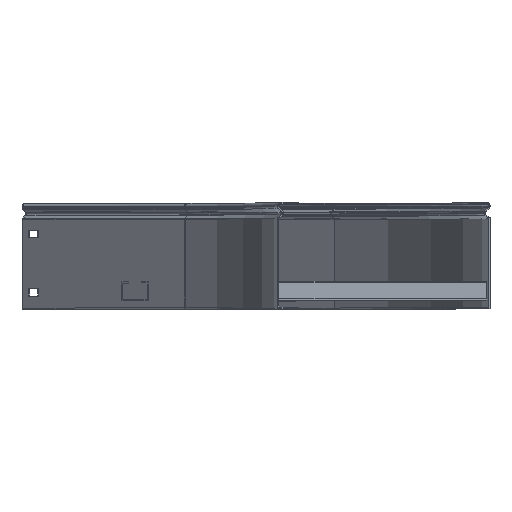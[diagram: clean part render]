
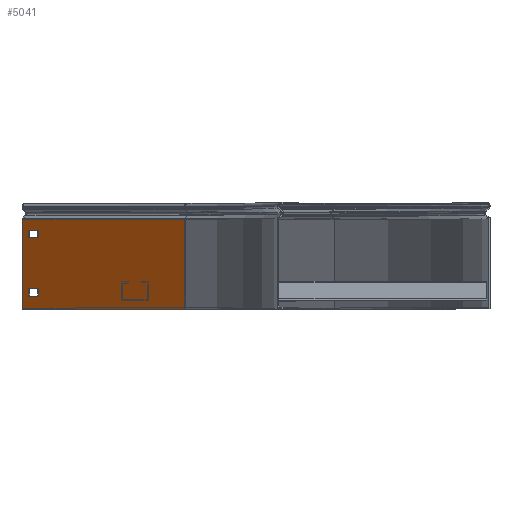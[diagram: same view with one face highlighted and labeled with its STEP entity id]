
A CAD part, top view. The second image highlights one B-rep face of the part: STEP entity #5041.
In plain terms, the highlighted planar face has unit normal (-0.707, 0, 0.707).
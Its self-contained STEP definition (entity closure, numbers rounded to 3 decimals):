
#24 = CARTESIAN_POINT ( 'NONE',  ( 212.132, 85.525, -212.132 ) ) ;
#28 = CARTESIAN_POINT ( 'NONE',  ( 65.054, 67.5, -359.21 ) ) ;
#33 = VECTOR ( 'NONE', #3581, 1000. ) ;
#57 = VERTEX_POINT ( 'NONE', #6308 ) ;
#62 = LINE ( 'NONE', #1881, #2263 ) ;
#158 = VECTOR ( 'NONE', #5632, 1000. ) ;
#168 = ORIENTED_EDGE ( 'NONE', *, *, #6434, .F. ) ;
#243 = EDGE_CURVE ( 'NONE', #6277, #2095, #5061, .T. ) ;
#282 = VERTEX_POINT ( 'NONE', #5302 ) ;
#291 = FACE_BOUND ( 'NONE', #6562, .T. ) ;
#359 = ORIENTED_EDGE ( 'NONE', *, *, #2908, .T. ) ;
#524 = VERTEX_POINT ( 'NONE', #7230 ) ;
#642 = ORIENTED_EDGE ( 'NONE', *, *, #243, .T. ) ;
#700 = DIRECTION ( 'NONE',  ( 0., 1., 0. ) ) ;
#758 = VECTOR ( 'NONE', #2516, 1000. ) ;
#822 = EDGE_CURVE ( 'NONE', #7166, #6367, #7426, .T. ) ;
#914 = LINE ( 'NONE', #1574, #158 ) ;
#947 = LINE ( 'NONE', #7427, #3840 ) ;
#956 = EDGE_CURVE ( 'NONE', #6367, #524, #5136, .T. ) ;
#960 = DIRECTION ( 'NONE',  ( 0.707, 0., 0.707 ) ) ;
#977 = DIRECTION ( 'NONE',  ( 0., -1., 0. ) ) ;
#1044 = LINE ( 'NONE', #4278, #1586 ) ;
#1235 = DIRECTION ( 'NONE',  ( 0.707, 0., 0.707 ) ) ;
#1247 = DIRECTION ( 'NONE',  ( 0., 1., 0. ) ) ;
#1262 = CARTESIAN_POINT ( 'NONE',  ( 65.054, 74.5, -359.21 ) ) ;
#1275 = ORIENTED_EDGE ( 'NONE', *, *, #956, .F. ) ;
#1287 = FACE_BOUND ( 'NONE', #2626, .T. ) ;
#1312 = VECTOR ( 'NONE', #1235, 1000. ) ;
#1412 = CARTESIAN_POINT ( 'NONE',  ( 212.132, 2.2, -212.132 ) ) ;
#1472 = VECTOR ( 'NONE', #6637, 1000. ) ;
#1574 = CARTESIAN_POINT ( 'NONE',  ( 65.054, 67.5, -359.21 ) ) ;
#1586 = VECTOR ( 'NONE', #4832, 1000. ) ;
#1593 = EDGE_CURVE ( 'NONE', #1838, #6277, #3480, .T. ) ;
#1605 = ORIENTED_EDGE ( 'NONE', *, *, #6341, .F. ) ;
#1608 = VERTEX_POINT ( 'NONE', #1262 ) ;
#1667 = CARTESIAN_POINT ( 'NONE',  ( 73.539, 74.5, -350.725 ) ) ;
#1678 = CARTESIAN_POINT ( 'NONE',  ( 58.69, 85.525, -365.574 ) ) ;
#1680 = CARTESIAN_POINT ( 'NONE',  ( 58.69, 2.2, -365.574 ) ) ;
#1727 = EDGE_CURVE ( 'NONE', #57, #5845, #1044, .T. ) ;
#1819 = VERTEX_POINT ( 'NONE', #6741 ) ;
#1838 = VERTEX_POINT ( 'NONE', #3850 ) ;
#1881 = CARTESIAN_POINT ( 'NONE',  ( 65.054, 12.5, -359.21 ) ) ;
#1923 = CARTESIAN_POINT ( 'NONE',  ( 480.632, 0., 56.368 ) ) ;
#1945 = DIRECTION ( 'NONE',  ( 0.707, 0., 0.707 ) ) ;
#1985 = ORIENTED_EDGE ( 'NONE', *, *, #1593, .T. ) ;
#2095 = VERTEX_POINT ( 'NONE', #24 ) ;
#2099 = ORIENTED_EDGE ( 'NONE', *, *, #7395, .F. ) ;
#2173 = EDGE_CURVE ( 'NONE', #1608, #4913, #5021, .T. ) ;
#2263 = VECTOR ( 'NONE', #3080, 1000. ) ;
#2516 = DIRECTION ( 'NONE',  ( 0., -1., 0. ) ) ;
#2526 = EDGE_CURVE ( 'NONE', #5845, #2095, #3027, .T. ) ;
#2626 = EDGE_LOOP ( 'NONE', ( #1275, #6212, #168, #2099 ) ) ;
#2671 = LINE ( 'NONE', #3691, #1472 ) ;
#2717 = VECTOR ( 'NONE', #1247, 1000. ) ;
#2739 = CARTESIAN_POINT ( 'NONE',  ( 212.132, 85.525, -212.132 ) ) ;
#2908 = EDGE_CURVE ( 'NONE', #7154, #1838, #5190, .T. ) ;
#2952 = AXIS2_PLACEMENT_3D ( 'NONE', #1412, #5466, #1945 ) ;
#3027 = LINE ( 'NONE', #2739, #3228 ) ;
#3031 = VECTOR ( 'NONE', #700, 1000. ) ;
#3080 = DIRECTION ( 'NONE',  ( 0.707, 0., 0.707 ) ) ;
#3228 = VECTOR ( 'NONE', #960, 1000. ) ;
#3271 = LINE ( 'NONE', #7428, #3716 ) ;
#3480 = LINE ( 'NONE', #1923, #1312 ) ;
#3581 = DIRECTION ( 'NONE',  ( 0., -1., 0. ) ) ;
#3590 = CARTESIAN_POINT ( 'NONE',  ( 73.539, 12.5, -350.725 ) ) ;
#3691 = CARTESIAN_POINT ( 'NONE',  ( 58.69, 2.2, -365.574 ) ) ;
#3716 = VECTOR ( 'NONE', #3923, 1000. ) ;
#3766 = CARTESIAN_POINT ( 'NONE',  ( 65.054, 19.5, -359.21 ) ) ;
#3801 = CARTESIAN_POINT ( 'NONE',  ( 212.132, 0., -212.132 ) ) ;
#3840 = VECTOR ( 'NONE', #6876, 1000. ) ;
#3850 = CARTESIAN_POINT ( 'NONE',  ( 58.69, 0., -365.574 ) ) ;
#3887 = ORIENTED_EDGE ( 'NONE', *, *, #2526, .F. ) ;
#3923 = DIRECTION ( 'NONE',  ( 0., 1., 0. ) ) ;
#4002 = FACE_OUTER_BOUND ( 'NONE', #7244, .T. ) ;
#4278 = CARTESIAN_POINT ( 'NONE',  ( 58.69, 2.2, -365.574 ) ) ;
#4349 = DIRECTION ( 'NONE',  ( -0.707, 0., -0.707 ) ) ;
#4446 = ORIENTED_EDGE ( 'NONE', *, *, #4665, .F. ) ;
#4484 = CARTESIAN_POINT ( 'NONE',  ( 65.054, 19.5, -359.21 ) ) ;
#4498 = CARTESIAN_POINT ( 'NONE',  ( 73.539, 19.5, -350.725 ) ) ;
#4663 = CARTESIAN_POINT ( 'NONE',  ( 212.132, 2.2, -212.132 ) ) ;
#4665 = EDGE_CURVE ( 'NONE', #1819, #1608, #947, .T. ) ;
#4826 = VECTOR ( 'NONE', #977, 1000. ) ;
#4832 = DIRECTION ( 'NONE',  ( 0., 1., 0. ) ) ;
#4894 = EDGE_CURVE ( 'NONE', #282, #1819, #7123, .T. ) ;
#4913 = VERTEX_POINT ( 'NONE', #28 ) ;
#4952 = VERTEX_POINT ( 'NONE', #3590 ) ;
#5021 = LINE ( 'NONE', #5979, #758 ) ;
#5041 = ADVANCED_FACE ( 'NONE', ( #1287, #291, #4002 ), #5414, .T. ) ;
#5047 = VECTOR ( 'NONE', #4349, 1000. ) ;
#5061 = LINE ( 'NONE', #4663, #2717 ) ;
#5091 = EDGE_CURVE ( 'NONE', #7154, #57, #2671, .T. ) ;
#5136 = LINE ( 'NONE', #6458, #33 ) ;
#5190 = LINE ( 'NONE', #7453, #4826 ) ;
#5302 = CARTESIAN_POINT ( 'NONE',  ( 73.539, 67.5, -350.725 ) ) ;
#5414 = PLANE ( 'NONE',  #2952 ) ;
#5466 = DIRECTION ( 'NONE',  ( -0.707, 0., 0.707 ) ) ;
#5632 = DIRECTION ( 'NONE',  ( 0.707, 0., 0.707 ) ) ;
#5845 = VERTEX_POINT ( 'NONE', #1678 ) ;
#5979 = CARTESIAN_POINT ( 'NONE',  ( 65.054, 74.5, -359.21 ) ) ;
#6197 = ORIENTED_EDGE ( 'NONE', *, *, #4894, .F. ) ;
#6212 = ORIENTED_EDGE ( 'NONE', *, *, #822, .F. ) ;
#6277 = VERTEX_POINT ( 'NONE', #3801 ) ;
#6308 = CARTESIAN_POINT ( 'NONE',  ( 58.69, 84.499, -365.574 ) ) ;
#6336 = ORIENTED_EDGE ( 'NONE', *, *, #1727, .F. ) ;
#6341 = EDGE_CURVE ( 'NONE', #4913, #282, #914, .T. ) ;
#6367 = VERTEX_POINT ( 'NONE', #4484 ) ;
#6434 = EDGE_CURVE ( 'NONE', #4952, #7166, #3271, .T. ) ;
#6458 = CARTESIAN_POINT ( 'NONE',  ( 65.054, 19.5, -359.21 ) ) ;
#6562 = EDGE_LOOP ( 'NONE', ( #7441, #4446, #6197, #1605 ) ) ;
#6637 = DIRECTION ( 'NONE',  ( 0., 1., 0. ) ) ;
#6741 = CARTESIAN_POINT ( 'NONE',  ( 73.539, 74.5, -350.725 ) ) ;
#6876 = DIRECTION ( 'NONE',  ( -0.707, 0., -0.707 ) ) ;
#6922 = ORIENTED_EDGE ( 'NONE', *, *, #5091, .F. ) ;
#7123 = LINE ( 'NONE', #1667, #3031 ) ;
#7154 = VERTEX_POINT ( 'NONE', #1680 ) ;
#7166 = VERTEX_POINT ( 'NONE', #4498 ) ;
#7230 = CARTESIAN_POINT ( 'NONE',  ( 65.054, 12.5, -359.21 ) ) ;
#7244 = EDGE_LOOP ( 'NONE', ( #642, #3887, #6336, #6922, #359, #1985 ) ) ;
#7395 = EDGE_CURVE ( 'NONE', #524, #4952, #62, .T. ) ;
#7426 = LINE ( 'NONE', #3766, #5047 ) ;
#7427 = CARTESIAN_POINT ( 'NONE',  ( 65.054, 74.5, -359.21 ) ) ;
#7428 = CARTESIAN_POINT ( 'NONE',  ( 73.539, 19.5, -350.725 ) ) ;
#7441 = ORIENTED_EDGE ( 'NONE', *, *, #2173, .F. ) ;
#7453 = CARTESIAN_POINT ( 'NONE',  ( 58.69, 2.2, -365.574 ) ) ;
